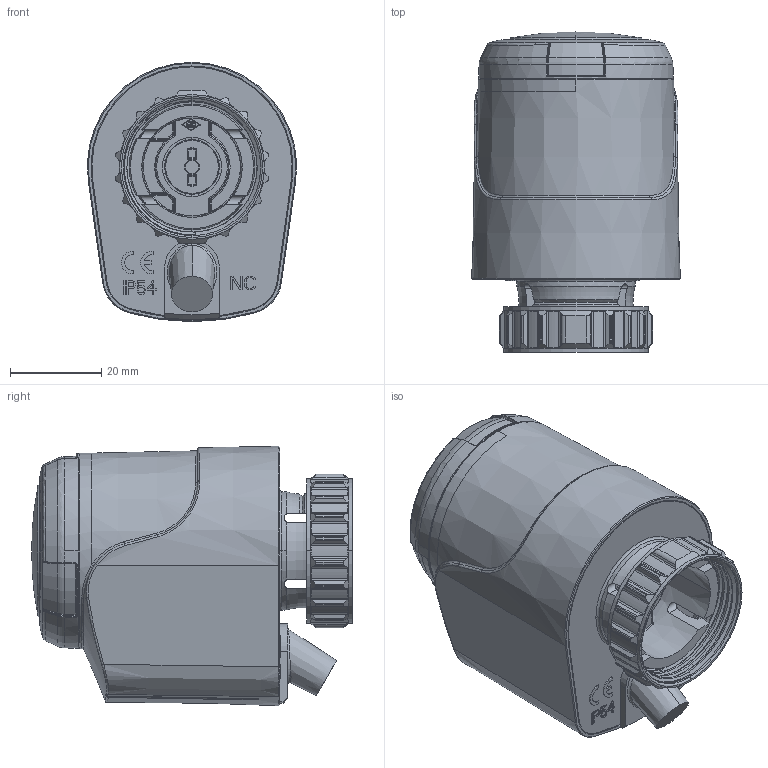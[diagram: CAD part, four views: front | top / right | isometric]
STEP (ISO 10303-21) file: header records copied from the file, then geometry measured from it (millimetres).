
FILE_DESCRIPTION((''),'2;1');
FILE_NAME('1868-00-500_SW0001','2015-05-13T',('marann'),(''),'PRO/ENGINEER BY PARAMETRIC TECHNOLOGY CORPORATION, 2011490','PRO/ENGINEER BY PARAMETRIC TECHNOLOGY CORPORATION, 2011490','');
FILE_SCHEMA(('CONFIG_CONTROL_DESIGN'));
Products named in the file (1): 1868-00-500_SW0001
Bounding box: 45.97 x 70.45 x 56.99 mm (x, y, z)
Volume: 38408.9 mm3; surface area: 37256.1 mm2
Topology: 3 solids, 3 shells, 1843 faces, 4765 edges, 2934 vertices
Faces by surface type: plane 662, cylinder 363, bspline 323, cone 217, torus 215, sphere 63
Entity records: 71721 total; most frequent: CARTESIAN_POINT 29892, ORIENTED_EDGE 9522, DIRECTION 7832, EDGE_CURVE 4761, AXIS2_PLACEMENT_3D 3014, VERTEX_POINT 2934, EDGE_LOOP 1885, FACE_OUTER_BOUND 1843
